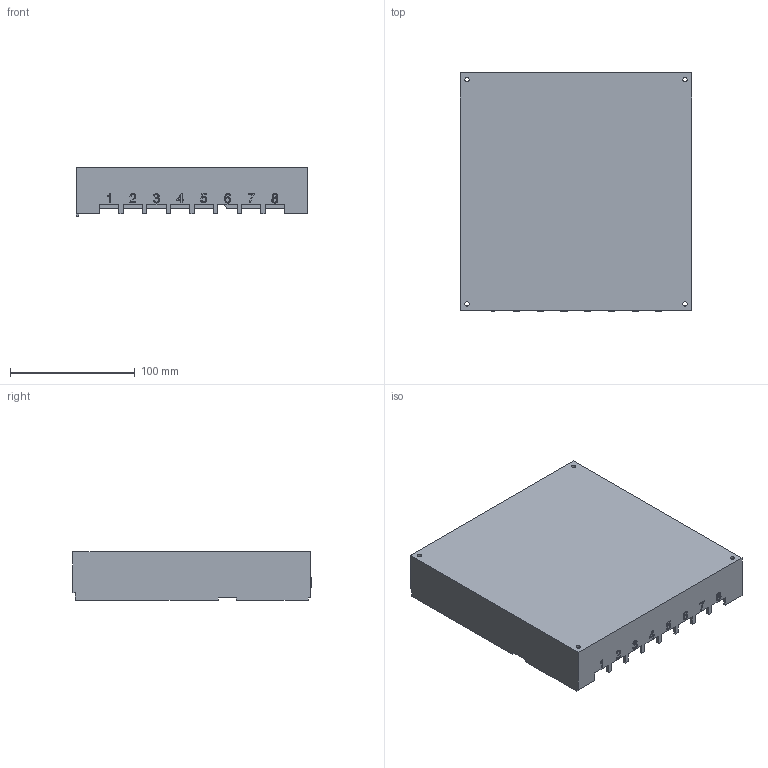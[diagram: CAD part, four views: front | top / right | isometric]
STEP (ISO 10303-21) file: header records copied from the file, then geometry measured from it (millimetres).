
FILE_DESCRIPTION(/* description */ (''),/* implementation_level */ '2;1');
FILE_NAME(/* name */ 'Relay Controller ESP32 v6 Top.step',/* time_stamp */ '2025-01-11T23:52:11-08:00',/* author */ (''),/* organization */ (''),/* preprocessor_version */ 'ST-DEVELOPER v20',/* originating_system */ 'Autodesk Translation Framework v13.20.0.188',/* authorisation */ '');
FILE_SCHEMA (('AUTOMOTIVE_DESIGN { 1 0 10303 214 3 1 1 }'));
Length unit declared in the file: millimetre
Products named in the file (1): Relay Controller ESP32
Bounding box: 186 x 191.2 x 39 mm (x, y, z)
Volume: 120459.6 mm3; surface area: 122368.5 mm2
Topology: 1 solids, 1 shells, 239 faces, 672 edges, 447 vertices
Faces by surface type: bspline 130, plane 104, cylinder 5
Full cylindrical faces by diameter (mm): 3.5 x4
Entity records: 8901 total; most frequent: CARTESIAN_POINT 3569, ORIENTED_EDGE 1344, EDGE_CURVE 672, DIRECTION 642, VERTEX_POINT 447, LINE 402, VECTOR 402, B_SPLINE_CURVE_WITH_KNOTS 260
